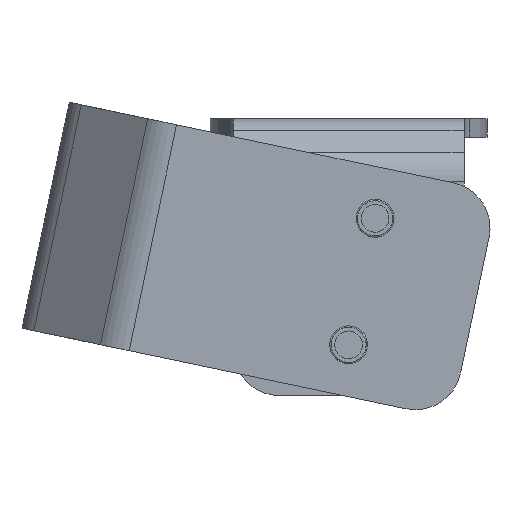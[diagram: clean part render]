
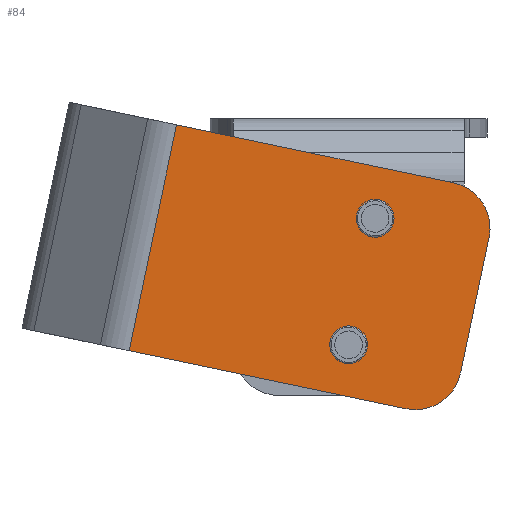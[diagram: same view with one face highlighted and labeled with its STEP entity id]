
A CAD part, front view. The second image highlights one B-rep face of the part: STEP entity #84.
In plain terms, the highlighted face is planar.
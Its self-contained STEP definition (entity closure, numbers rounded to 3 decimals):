
#16 = ORIENTED_EDGE ( 'NONE', *, *, #95, .F. ) ;
#17 = ORIENTED_EDGE ( 'NONE', *, *, #86, .T. ) ;
#18 = EDGE_CURVE ( 'NONE', #82, #296, #763, .T. ) ;
#19 = ORIENTED_EDGE ( 'NONE', *, *, #96, .T. ) ;
#69 = EDGE_LOOP ( 'NONE', ( #77 ) ) ;
#74 = VERTEX_POINT ( 'NONE', #854 ) ;
#75 = VERTEX_POINT ( 'NONE', #853 ) ;
#77 = ORIENTED_EDGE ( 'NONE', *, *, #79, .F. ) ;
#78 = ORIENTED_EDGE ( 'NONE', *, *, #90, .F. ) ;
#79 = EDGE_CURVE ( 'NONE', #4796, #4796, #844, .T. ) ;
#82 = VERTEX_POINT ( 'NONE', #845 ) ;
#83 = EDGE_LOOP ( 'NONE', ( #19, #17, #94, #16, #93, #88 ) ) ;
#84 = ADVANCED_FACE ( 'NONE', ( #839, #858, #849 ), #855, .F. ) ;
#85 = EDGE_LOOP ( 'NONE', ( #78 ) ) ;
#86 = EDGE_CURVE ( 'NONE', #75, #82, #838, .T. ) ;
#88 = ORIENTED_EDGE ( 'NONE', *, *, #163, .T. ) ;
#90 = EDGE_CURVE ( 'NONE', #4725, #4725, #842, .T. ) ;
#93 = ORIENTED_EDGE ( 'NONE', *, *, #280, .F. ) ;
#94 = ORIENTED_EDGE ( 'NONE', *, *, #18, .T. ) ;
#95 = EDGE_CURVE ( 'NONE', #258, #296, #874, .T. ) ;
#96 = EDGE_CURVE ( 'NONE', #74, #75, #876, .T. ) ;
#163 = EDGE_CURVE ( 'NONE', #226, #74, #1013, .T. ) ;
#226 = VERTEX_POINT ( 'NONE', #1141 ) ;
#258 = VERTEX_POINT ( 'NONE', #1160 ) ;
#280 = EDGE_CURVE ( 'NONE', #226, #258, #1250, .T. ) ;
#296 = VERTEX_POINT ( 'NONE', #1269 ) ;
#732 = DIRECTION ( 'NONE',  ( 0., -1., 0. ) ) ;
#733 = CARTESIAN_POINT ( 'NONE',  ( -25., 95., 0. ) ) ;
#762 = VECTOR ( 'NONE', #732, 1000. ) ;
#763 = LINE ( 'NONE', #733, #762 ) ;
#838 = CIRCLE ( 'NONE', #898, 10. ) ;
#839 = FACE_BOUND ( 'NONE', #69, .T. ) ;
#840 = DIRECTION ( 'NONE',  ( 1., 0., 0. ) ) ;
#841 = DIRECTION ( 'NONE',  ( 0., 0., 1. ) ) ;
#842 = CIRCLE ( 'NONE', #893, 3. ) ;
#843 = AXIS2_PLACEMENT_3D ( 'NONE', #897, #896, #895 ) ;
#844 = CIRCLE ( 'NONE', #850, 3. ) ;
#845 = CARTESIAN_POINT ( 'NONE',  ( -25., 85., 0. ) ) ;
#846 = CARTESIAN_POINT ( 'NONE',  ( 14., 70., 0. ) ) ;
#849 = FACE_OUTER_BOUND ( 'NONE', #83, .T. ) ;
#850 = AXIS2_PLACEMENT_3D ( 'NONE', #846, #841, #840 ) ;
#853 = CARTESIAN_POINT ( 'NONE',  ( -15., 95., 0. ) ) ;
#854 = CARTESIAN_POINT ( 'NONE',  ( 15., 95., 0. ) ) ;
#855 = PLANE ( 'NONE',  #843 ) ;
#858 = FACE_BOUND ( 'NONE', #85, .T. ) ;
#871 = DIRECTION ( 'NONE',  ( -1., 0., 0. ) ) ;
#872 = VECTOR ( 'NONE', #871, 1000. ) ;
#873 = CARTESIAN_POINT ( 'NONE',  ( 25., 23.728, 0. ) ) ;
#874 = LINE ( 'NONE', #873, #872 ) ;
#875 = CARTESIAN_POINT ( 'NONE',  ( 25., 95., 0. ) ) ;
#876 = LINE ( 'NONE', #875, #932 ) ;
#879 = DIRECTION ( 'NONE',  ( 1., 0., 0. ) ) ;
#880 = DIRECTION ( 'NONE',  ( 0., 0., 1. ) ) ;
#881 = CARTESIAN_POINT ( 'NONE',  ( -14., 70., 0. ) ) ;
#888 = DIRECTION ( 'NONE',  ( -1., 0., 0. ) ) ;
#889 = DIRECTION ( 'NONE',  ( 0., 0., 1. ) ) ;
#890 = CARTESIAN_POINT ( 'NONE',  ( -15., 85., 0. ) ) ;
#893 = AXIS2_PLACEMENT_3D ( 'NONE', #881, #880, #879 ) ;
#895 = DIRECTION ( 'NONE',  ( -1., 0., 0. ) ) ;
#896 = DIRECTION ( 'NONE',  ( 0., 0., -1. ) ) ;
#897 = CARTESIAN_POINT ( 'NONE',  ( 25., 95., 0. ) ) ;
#898 = AXIS2_PLACEMENT_3D ( 'NONE', #890, #889, #888 ) ;
#931 = DIRECTION ( 'NONE',  ( -1., 0., 0. ) ) ;
#932 = VECTOR ( 'NONE', #931, 1000. ) ;
#997 = DIRECTION ( 'NONE',  ( -1., 0., 0. ) ) ;
#998 = DIRECTION ( 'NONE',  ( 0., 0., 1. ) ) ;
#999 = AXIS2_PLACEMENT_3D ( 'NONE', #1012, #998, #997 ) ;
#1012 = CARTESIAN_POINT ( 'NONE',  ( 15., 85., 0. ) ) ;
#1013 = CIRCLE ( 'NONE', #999, 10. ) ;
#1141 = CARTESIAN_POINT ( 'NONE',  ( 25., 85., 0. ) ) ;
#1160 = CARTESIAN_POINT ( 'NONE',  ( 25., 23.728, 0. ) ) ;
#1234 = DIRECTION ( 'NONE',  ( 0., -1., 0. ) ) ;
#1235 = VECTOR ( 'NONE', #1234, 1000. ) ;
#1236 = CARTESIAN_POINT ( 'NONE',  ( 25., 95., 0. ) ) ;
#1250 = LINE ( 'NONE', #1236, #1235 ) ;
#1269 = CARTESIAN_POINT ( 'NONE',  ( -25., 23.728, 0. ) ) ;
#4724 = CARTESIAN_POINT ( 'NONE',  ( -11., 70., 0. ) ) ;
#4725 = VERTEX_POINT ( 'NONE', #4724 ) ;
#4795 = CARTESIAN_POINT ( 'NONE',  ( 17., 70., 0. ) ) ;
#4796 = VERTEX_POINT ( 'NONE', #4795 ) ;
